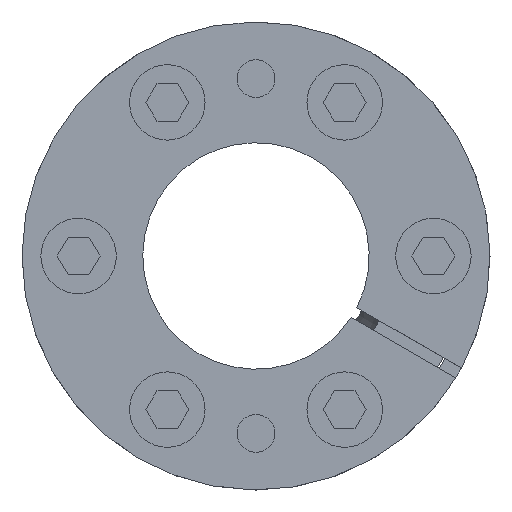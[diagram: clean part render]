
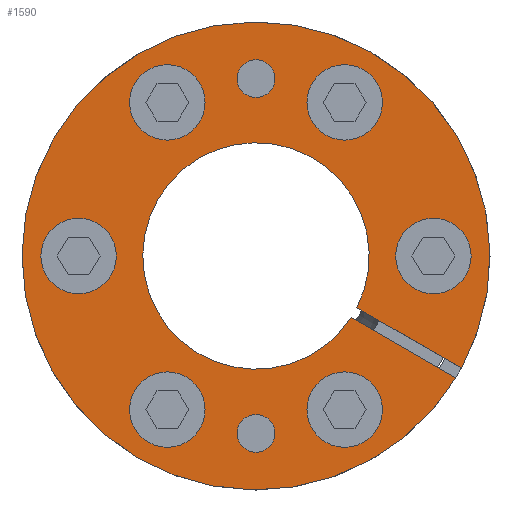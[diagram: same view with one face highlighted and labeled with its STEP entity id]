
A CAD part, left-side view. The second image highlights one B-rep face of the part: STEP entity #1590.
In plain terms, the highlighted face is planar.
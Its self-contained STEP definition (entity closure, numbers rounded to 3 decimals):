
#1132=CARTESIAN_POINT('',(0.,0.,23.5));
#1133=DIRECTION('',(-1.,0.,0.));
#1134=DIRECTION('',(0.,-1.,0.));
#1135=AXIS2_PLACEMENT_3D('',#1132,#1133,#1134);
#1137=CARTESIAN_POINT('',(0.,0.,23.5));
#1138=DIRECTION('',(-1.,0.,0.));
#1139=DIRECTION('',(0.,1.,0.));
#1140=AXIS2_PLACEMENT_3D('',#1137,#1138,#1139);
#1142=CARTESIAN_POINT('',(0.,-11.75,-20.352));
#1143=DIRECTION('',(-1.,0.,0.));
#1144=DIRECTION('',(0.,-1.,0.));
#1145=AXIS2_PLACEMENT_3D('',#1142,#1143,#1144);
#1147=CARTESIAN_POINT('',(0.,-11.75,-20.352));
#1148=DIRECTION('',(-1.,0.,0.));
#1149=DIRECTION('',(0.,1.,0.));
#1150=AXIS2_PLACEMENT_3D('',#1147,#1148,#1149);
#1152=CARTESIAN_POINT('',(0.,11.75,-20.352));
#1153=DIRECTION('',(-1.,0.,0.));
#1154=DIRECTION('',(0.,-1.,0.));
#1155=AXIS2_PLACEMENT_3D('',#1152,#1153,#1154);
#1157=CARTESIAN_POINT('',(0.,11.75,-20.352));
#1158=DIRECTION('',(-1.,0.,0.));
#1159=DIRECTION('',(0.,1.,0.));
#1160=AXIS2_PLACEMENT_3D('',#1157,#1158,#1159);
#1162=CARTESIAN_POINT('',(0.,23.5,0.));
#1163=DIRECTION('',(-1.,0.,0.));
#1164=DIRECTION('',(0.,-1.,0.));
#1165=AXIS2_PLACEMENT_3D('',#1162,#1163,#1164);
#1167=CARTESIAN_POINT('',(0.,23.5,0.));
#1168=DIRECTION('',(-1.,0.,0.));
#1169=DIRECTION('',(0.,1.,0.));
#1170=AXIS2_PLACEMENT_3D('',#1167,#1168,#1169);
#1172=CARTESIAN_POINT('',(0.,11.75,20.352));
#1173=DIRECTION('',(-1.,0.,0.));
#1174=DIRECTION('',(0.,-1.,0.));
#1175=AXIS2_PLACEMENT_3D('',#1172,#1173,#1174);
#1177=CARTESIAN_POINT('',(0.,11.75,20.352));
#1178=DIRECTION('',(-1.,0.,0.));
#1179=DIRECTION('',(0.,1.,0.));
#1180=AXIS2_PLACEMENT_3D('',#1177,#1178,#1179);
#1182=CARTESIAN_POINT('',(0.,-11.75,20.352));
#1183=DIRECTION('',(-1.,0.,0.));
#1184=DIRECTION('',(0.,-1.,0.));
#1185=AXIS2_PLACEMENT_3D('',#1182,#1183,#1184);
#1187=CARTESIAN_POINT('',(0.,-11.75,20.352));
#1188=DIRECTION('',(-1.,0.,0.));
#1189=DIRECTION('',(0.,1.,0.));
#1190=AXIS2_PLACEMENT_3D('',#1187,#1188,#1189);
#1192=CARTESIAN_POINT('',(0.,-23.5,0.));
#1193=DIRECTION('',(-1.,0.,0.));
#1194=DIRECTION('',(0.,-1.,0.));
#1195=AXIS2_PLACEMENT_3D('',#1192,#1193,#1194);
#1197=CARTESIAN_POINT('',(0.,-23.5,0.));
#1198=DIRECTION('',(-1.,0.,0.));
#1199=DIRECTION('',(0.,1.,0.));
#1200=AXIS2_PLACEMENT_3D('',#1197,#1198,#1199);
#1202=CARTESIAN_POINT('',(0.,0.,-23.5));
#1203=DIRECTION('',(-1.,0.,0.));
#1204=DIRECTION('',(0.,-1.,0.));
#1205=AXIS2_PLACEMENT_3D('',#1202,#1203,#1204);
#1207=CARTESIAN_POINT('',(0.,0.,-23.5));
#1208=DIRECTION('',(-1.,0.,0.));
#1209=DIRECTION('',(0.,1.,0.));
#1210=AXIS2_PLACEMENT_3D('',#1207,#1208,#1209);
#1212=DIRECTION('',(0.,-0.866,0.5));
#1213=VECTOR('',#1212,16.01);
#1214=CARTESIAN_POINT('',(0.,27.214,-14.846));
#1215=LINE('',#1214,#1213);
#1216=DIRECTION('',(0.,0.866,-0.5));
#1217=VECTOR('',#1216,16.01);
#1218=CARTESIAN_POINT('',(0.,12.599,-8.14));
#1219=LINE('',#1218,#1217);
#1314=CARTESIAN_POINT('',(0.,0.,0.));
#1315=DIRECTION('',(1.,0.,0.));
#1316=DIRECTION('',(0.,0.878,-0.479));
#1317=AXIS2_PLACEMENT_3D('',#1314,#1315,#1316);
#1329=CARTESIAN_POINT('',(0.,0.,0.));
#1330=DIRECTION('',(-1.,0.,0.));
#1331=DIRECTION('',(0.,0.84,-0.543));
#1332=AXIS2_PLACEMENT_3D('',#1329,#1330,#1331);
#1338=CARTESIAN_POINT('',(0.,-26.9,0.));
#1339=CARTESIAN_POINT('',(0.,-20.1,0.));
#1340=VERTEX_POINT('',#1338);
#1341=VERTEX_POINT('',#1339);
#1346=CARTESIAN_POINT('',(0.,-15.15,20.352));
#1347=CARTESIAN_POINT('',(0.,-8.35,20.352));
#1348=VERTEX_POINT('',#1346);
#1349=VERTEX_POINT('',#1347);
#1354=CARTESIAN_POINT('',(0.,8.35,20.352));
#1355=CARTESIAN_POINT('',(0.,15.15,20.352));
#1356=VERTEX_POINT('',#1354);
#1357=VERTEX_POINT('',#1355);
#1362=CARTESIAN_POINT('',(0.,20.1,0.));
#1363=CARTESIAN_POINT('',(0.,26.9,0.));
#1364=VERTEX_POINT('',#1362);
#1365=VERTEX_POINT('',#1363);
#1370=CARTESIAN_POINT('',(0.,-2.5,-23.5));
#1371=CARTESIAN_POINT('',(0.,2.5,-23.5));
#1372=VERTEX_POINT('',#1370);
#1373=VERTEX_POINT('',#1371);
#1378=CARTESIAN_POINT('',(0.,-2.5,23.5));
#1379=CARTESIAN_POINT('',(0.,2.5,23.5));
#1380=VERTEX_POINT('',#1378);
#1381=VERTEX_POINT('',#1379);
#1390=CARTESIAN_POINT('',(0.,27.214,-14.846));
#1391=CARTESIAN_POINT('',(0.,13.349,-6.841));
#1392=VERTEX_POINT('',#1390);
#1393=VERTEX_POINT('',#1391);
#1394=CARTESIAN_POINT('',(0.,12.599,-8.14));
#1395=CARTESIAN_POINT('',(0.,26.464,-16.145));
#1396=VERTEX_POINT('',#1394);
#1397=VERTEX_POINT('',#1395);
#1410=CARTESIAN_POINT('',(0.,8.35,-20.352));
#1411=CARTESIAN_POINT('',(0.,15.15,-20.352));
#1412=VERTEX_POINT('',#1410);
#1413=VERTEX_POINT('',#1411);
#1418=CARTESIAN_POINT('',(0.,-15.15,-20.352));
#1419=CARTESIAN_POINT('',(0.,-8.35,-20.352));
#1420=VERTEX_POINT('',#1418);
#1421=VERTEX_POINT('',#1419);
#1529=CARTESIAN_POINT('',(0.,0.,0.));
#1530=DIRECTION('',(-1.,0.,0.));
#1531=DIRECTION('',(0.,1.,0.));
#1532=AXIS2_PLACEMENT_3D('',#1529,#1530,#1531);
#1533=PLANE('',#1532);
#1535=ORIENTED_EDGE('',*,*,#1534,.T.);
#1537=ORIENTED_EDGE('',*,*,#1536,.F.);
#1539=ORIENTED_EDGE('',*,*,#1538,.T.);
#1541=ORIENTED_EDGE('',*,*,#1540,.F.);
#1542=EDGE_LOOP('',(#1535,#1537,#1539,#1541));
#1543=FACE_OUTER_BOUND('',#1542,.F.);
#1544=ORIENTED_EDGE('',*,*,#1509,.F.);
#1545=ORIENTED_EDGE('',*,*,#1523,.F.);
#1546=EDGE_LOOP('',(#1544,#1545));
#1547=FACE_BOUND('',#1546,.F.);
#1549=ORIENTED_EDGE('',*,*,#1548,.F.);
#1551=ORIENTED_EDGE('',*,*,#1550,.F.);
#1552=EDGE_LOOP('',(#1549,#1551));
#1553=FACE_BOUND('',#1552,.F.);
#1555=ORIENTED_EDGE('',*,*,#1554,.F.);
#1557=ORIENTED_EDGE('',*,*,#1556,.F.);
#1558=EDGE_LOOP('',(#1555,#1557));
#1559=FACE_BOUND('',#1558,.F.);
#1561=ORIENTED_EDGE('',*,*,#1560,.F.);
#1563=ORIENTED_EDGE('',*,*,#1562,.F.);
#1564=EDGE_LOOP('',(#1561,#1563));
#1565=FACE_BOUND('',#1564,.F.);
#1567=ORIENTED_EDGE('',*,*,#1566,.F.);
#1569=ORIENTED_EDGE('',*,*,#1568,.F.);
#1570=EDGE_LOOP('',(#1567,#1569));
#1571=FACE_BOUND('',#1570,.F.);
#1573=ORIENTED_EDGE('',*,*,#1572,.F.);
#1575=ORIENTED_EDGE('',*,*,#1574,.F.);
#1576=EDGE_LOOP('',(#1573,#1575));
#1577=FACE_BOUND('',#1576,.F.);
#1579=ORIENTED_EDGE('',*,*,#1578,.F.);
#1581=ORIENTED_EDGE('',*,*,#1580,.F.);
#1582=EDGE_LOOP('',(#1579,#1581));
#1583=FACE_BOUND('',#1582,.F.);
#1585=ORIENTED_EDGE('',*,*,#1584,.F.);
#1587=ORIENTED_EDGE('',*,*,#1586,.F.);
#1588=EDGE_LOOP('',(#1585,#1587));
#1589=FACE_BOUND('',#1588,.F.);
#1590=ADVANCED_FACE('',(#1543,#1547,#1553,#1559,#1565,#1571,#1577,#1583,#1589),
#1533,.F.);
#1136=CIRCLE('',#1135,2.5);
#1141=CIRCLE('',#1140,2.5);
#1146=CIRCLE('',#1145,3.4);
#1151=CIRCLE('',#1150,3.4);
#1156=CIRCLE('',#1155,3.4);
#1161=CIRCLE('',#1160,3.4);
#1166=CIRCLE('',#1165,3.4);
#1171=CIRCLE('',#1170,3.4);
#1176=CIRCLE('',#1175,3.4);
#1181=CIRCLE('',#1180,3.4);
#1186=CIRCLE('',#1185,3.4);
#1191=CIRCLE('',#1190,3.4);
#1196=CIRCLE('',#1195,3.4);
#1201=CIRCLE('',#1200,3.4);
#1206=CIRCLE('',#1205,2.5);
#1211=CIRCLE('',#1210,2.5);
#1318=CIRCLE('',#1317,31.);
#1333=CIRCLE('',#1332,15.);
#1509=EDGE_CURVE('',#1380,#1381,#1136,.T.);
#1523=EDGE_CURVE('',#1381,#1380,#1141,.T.);
#1534=EDGE_CURVE('',#1392,#1393,#1215,.T.);
#1536=EDGE_CURVE('',#1396,#1393,#1333,.T.);
#1538=EDGE_CURVE('',#1396,#1397,#1219,.T.);
#1540=EDGE_CURVE('',#1392,#1397,#1318,.T.);
#1548=EDGE_CURVE('',#1420,#1421,#1146,.T.);
#1550=EDGE_CURVE('',#1421,#1420,#1151,.T.);
#1554=EDGE_CURVE('',#1412,#1413,#1156,.T.);
#1556=EDGE_CURVE('',#1413,#1412,#1161,.T.);
#1560=EDGE_CURVE('',#1364,#1365,#1166,.T.);
#1562=EDGE_CURVE('',#1365,#1364,#1171,.T.);
#1566=EDGE_CURVE('',#1356,#1357,#1176,.T.);
#1568=EDGE_CURVE('',#1357,#1356,#1181,.T.);
#1572=EDGE_CURVE('',#1348,#1349,#1186,.T.);
#1574=EDGE_CURVE('',#1349,#1348,#1191,.T.);
#1578=EDGE_CURVE('',#1340,#1341,#1196,.T.);
#1580=EDGE_CURVE('',#1341,#1340,#1201,.T.);
#1584=EDGE_CURVE('',#1372,#1373,#1206,.T.);
#1586=EDGE_CURVE('',#1373,#1372,#1211,.T.);
